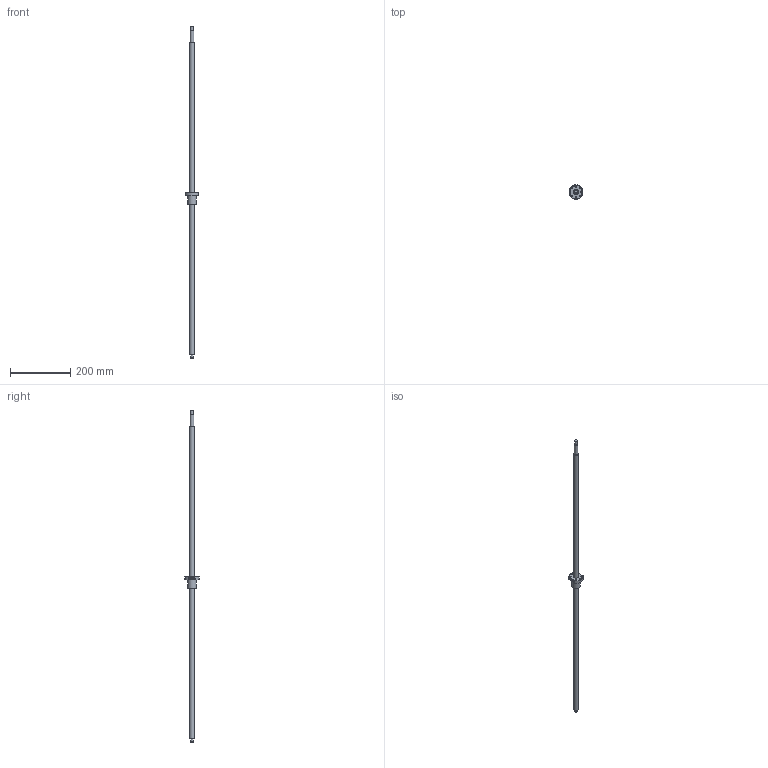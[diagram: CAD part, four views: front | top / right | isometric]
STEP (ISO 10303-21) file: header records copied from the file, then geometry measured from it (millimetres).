
FILE_DESCRIPTION(('Open CASCADE Model'),'2;1');
FILE_NAME('Open CASCADE Shape Model','2021-08-26T07:02:13',('Author'),( 'Open CASCADE'),'Open CASCADE STEP processor 7.4','Open CASCADE 7.4' ,'Unknown');
FILE_SCHEMA(('AUTOMOTIVE_DESIGN { 1 0 10303 214 1 1 1 1 }'));
Length unit declared in the file: millimetre
Products named in the file (3): Open CASCADE STEP translator 7.4 1; Open CASCADE STEP translator 7.4 1.1; Open CASCADE STEP translator 7.4 1.2
Assembly tree (2 placements, depth 2):
  Open CASCADE STEP translator 7.4 1
    Open CASCADE STEP translator 7.4 1.1
    Open CASCADE STEP translator 7.4 1.2
Bounding box: 40 x 48 x 1104 mm (x, y, z)
Volume: 25464.1 mm3; surface area: 116853 mm2
Topology: 2 solids, 4 shells, 167 faces, 394 edges, 258 vertices
Faces by surface type: plane 104, extrusion 26, cylinder 19, cone 18
Full cylindrical faces by diameter (mm): 4 x1, 5.2 x1, 5.5 x6, 7.6 x1, 8 x2, 10 x1, 12 x1, 16 x3, 28 x1
Entity records: 12052 total; most frequent: CARTESIAN_POINT 4428, DIRECTION 1188, ORIENTED_EDGE 786, PCURVE 785, DEFINITIONAL_REPRESENTATION 785, VECTOR 759, LINE 733, EDGE_CURVE 393
